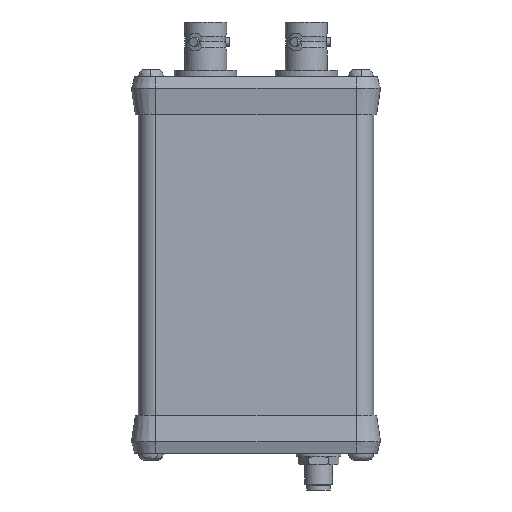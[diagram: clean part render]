
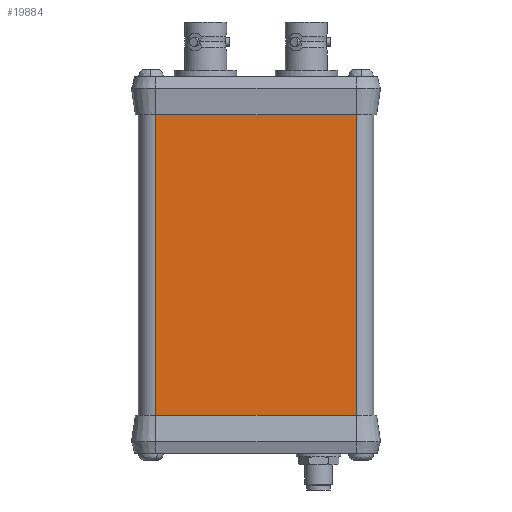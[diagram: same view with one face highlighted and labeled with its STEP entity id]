
A CAD part, front view. The second image highlights one B-rep face of the part: STEP entity #19884.
In plain terms, the highlighted planar face has unit normal (0, -1, 0).
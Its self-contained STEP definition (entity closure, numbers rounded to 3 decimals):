
#191 = DIRECTION ( 'NONE',  ( 1., 0., 0. ) ) ;
#1387 = VERTEX_POINT ( 'NONE', #26725 ) ;
#2373 = EDGE_CURVE ( 'NONE', #36294, #30679, #28153, .T. ) ;
#3298 = EDGE_CURVE ( 'NONE', #1387, #36294, #3657, .T. ) ;
#3657 = LINE ( 'NONE', #16259, #20540 ) ;
#3663 = VECTOR ( 'NONE', #36901, 1000. ) ;
#4490 = EDGE_CURVE ( 'NONE', #23343, #1387, #15453, .T. ) ;
#5094 = FACE_OUTER_BOUND ( 'NONE', #19213, .T. ) ;
#6317 = ORIENTED_EDGE ( 'NONE', *, *, #4490, .T. ) ;
#9359 = DIRECTION ( 'NONE',  ( 0., 0., 1. ) ) ;
#9362 = CARTESIAN_POINT ( 'NONE',  ( -22.85, -11.4, 41.5 ) ) ;
#9882 = DIRECTION ( 'NONE',  ( 1., 0., 0. ) ) ;
#14055 = DIRECTION ( 'NONE',  ( 0., 1., 0. ) ) ;
#14139 = ORIENTED_EDGE ( 'NONE', *, *, #2373, .T. ) ;
#14269 = VECTOR ( 'NONE', #9882, 1000. ) ;
#15453 = LINE ( 'NONE', #9362, #3663 ) ;
#16259 = CARTESIAN_POINT ( 'NONE',  ( -26.85, -11.4, -41.5 ) ) ;
#19213 = EDGE_LOOP ( 'NONE', ( #30683, #14139, #22937, #6317 ) ) ;
#19799 = CARTESIAN_POINT ( 'NONE',  ( 22.85, -11.4, 41.5 ) ) ;
#19884 = ADVANCED_FACE ( 'NONE', ( #5094 ), #39142, .F. ) ;
#20390 = DIRECTION ( 'NONE',  ( 0., 0., 1. ) ) ;
#20540 = VECTOR ( 'NONE', #191, 1000. ) ;
#20544 = VECTOR ( 'NONE', #9359, 1000. ) ;
#22878 = CARTESIAN_POINT ( 'NONE',  ( -22.85, -11.4, 41.5 ) ) ;
#22937 = ORIENTED_EDGE ( 'NONE', *, *, #27425, .F. ) ;
#23343 = VERTEX_POINT ( 'NONE', #22878 ) ;
#25079 = CARTESIAN_POINT ( 'NONE',  ( 22.85, -11.4, 41.5 ) ) ;
#25402 = CARTESIAN_POINT ( 'NONE',  ( -26.85, -11.4, 41.5 ) ) ;
#26725 = CARTESIAN_POINT ( 'NONE',  ( -22.85, -11.4, -41.5 ) ) ;
#27320 = CARTESIAN_POINT ( 'NONE',  ( 22.85, -11.4, -41.5 ) ) ;
#27425 = EDGE_CURVE ( 'NONE', #23343, #30679, #33998, .T. ) ;
#28153 = LINE ( 'NONE', #25079, #20544 ) ;
#30679 = VERTEX_POINT ( 'NONE', #19799 ) ;
#30683 = ORIENTED_EDGE ( 'NONE', *, *, #3298, .T. ) ;
#33998 = LINE ( 'NONE', #25402, #14269 ) ;
#36294 = VERTEX_POINT ( 'NONE', #27320 ) ;
#36901 = DIRECTION ( 'NONE',  ( 0., 0., -1. ) ) ;
#37798 = AXIS2_PLACEMENT_3D ( 'NONE', #38742, #14055, #20390 ) ;
#38742 = CARTESIAN_POINT ( 'NONE',  ( -26.85, -11.4, 41.5 ) ) ;
#39142 = PLANE ( 'NONE',  #37798 ) ;
